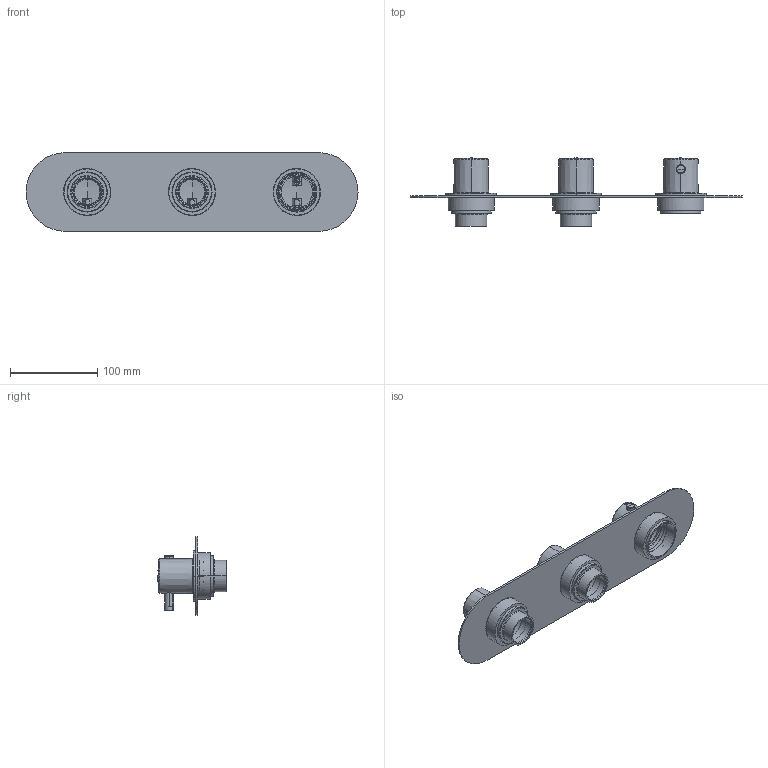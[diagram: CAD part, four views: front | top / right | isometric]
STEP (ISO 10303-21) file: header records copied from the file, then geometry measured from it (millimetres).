
FILE_DESCRIPTION(('CATIA V5 STEP Exchange','CAx-IF Rec.Pracs.--- Model Styling and Organization---1.5--- 2016-08-15','CAx-IF Rec.Pracs.---Supplemental Geometry---1.0---2011-11-01','CAx-IF Rec.Pracs.--- Composite Materials ---3.4---2017-06-13','CAx-IF Rec.Pracs.---Tessellated 3D Geometry---1.0---2015-12-17'),'2;1');
FILE_NAME('LN01R200.stp','2023-01-31T14:15:39+00:00',('none'),('none'),'CATIA Version 5-6 Release 2020 SP2','CATIA V5 STEP AP242 v2','none');
FILE_SCHEMA(('AP242_MANAGED_MODEL_BASED_3D_ENGINEERING_MIM_LF {1 0 10303 442 1 1 4}'));
Length unit declared in the file: millimetre
Products named in the file (3): Product2; Product1_AllCATPart; E-PPI.116
Assembly tree (2 placements, depth 2):
  Product2
    Product1_AllCATPart
    E-PPI.116
Bounding box: 380 x 78.3 x 90 mm (x, y, z)
Volume: 128067.5 mm3; surface area: 159214.1 mm2
Topology: 14 solids, 61 shells, 349 faces, 1028 edges, 757 vertices
Faces by surface type: cylinder 176, plane 67, cone 52, torus 40, sphere 14
Entity records: 13889 total; most frequent: CARTESIAN_POINT 5149, ORIENTED_EDGE 1750, DIRECTION 1370, EDGE_CURVE 1008, AXIS2_PLACEMENT_3D 835, VERTEX_POINT 757, CIRCLE 575, EDGE_LOOP 419
